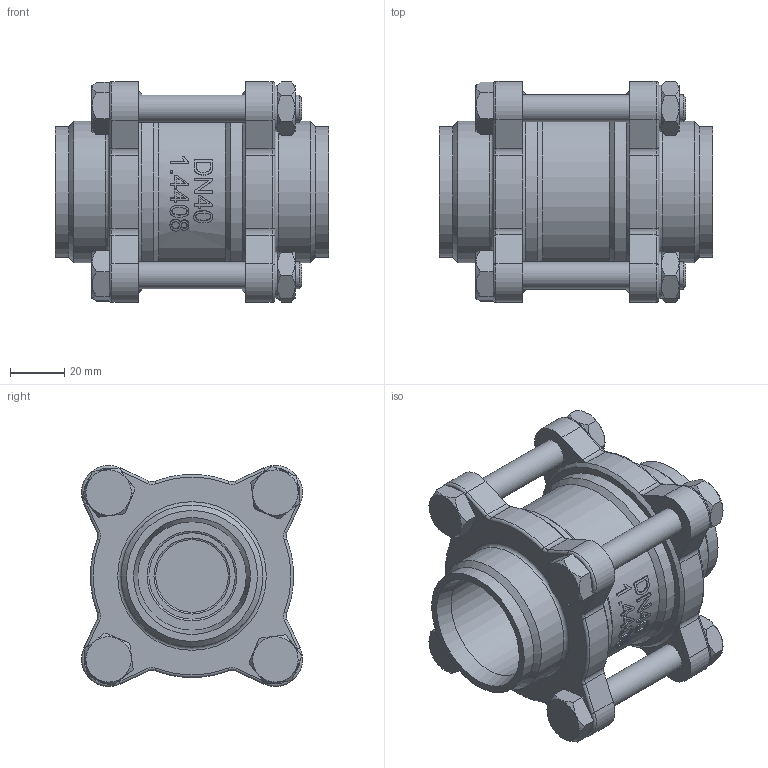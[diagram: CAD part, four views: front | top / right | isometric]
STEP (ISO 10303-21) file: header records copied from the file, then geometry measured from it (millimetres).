
FILE_DESCRIPTION(/* description */ ('Unknown'),/* implementation_level */ '2;1');
FILE_NAME(/* name */ 'WA-002-S008-DN40',/* time_stamp */ '2022-10-12T09:52:24+08:00',/* author */ ('Unknown'),/* organization */ ('Unknown'),/* preprocessor_version */ 'ST-DEVELOPER v16.7',/* originating_system */ 'DEX',/* authorisation */ $);
FILE_SCHEMA (('AUTOMOTIVE_DESIGN {1 0 10303 214 3 1 1}'));
Length unit declared in the file: millimetre
Products named in the file (6): WA-002-S008-DN40; WA-002-S008-DN40-BODY; WA-002-S008-DN40-CAP; M10 BOLT-1; M10 WASHER; M10 NUT
Assembly tree (15 placements, depth 2):
  WA-002-S008-DN40
    WA-002-S008-DN40-BODY
    WA-002-S008-DN40-CAP  x2
    M10 BOLT-1  x4
    M10 WASHER  x4
    M10 NUT  x4
Bounding box: 101 x 81.42 x 81.42 mm (x, y, z)
Volume: 215166.2 mm3; surface area: 86427.1 mm2
Topology: 16 solids, 16 shells, 496 faces, 1138 edges, 715 vertices
Faces by surface type: plane 236, cylinder 116, cone 67, torus 49, bspline 28
Full cylindrical faces by diameter (mm): 10 x12, 10.189 x1, 10.5 x8, 17 x4, 17.831 x1, 31.841 x1, 40 x2, 40.12 x1, 48.3 x2, 52.219 x2, 54.166 x1, 54.767 x1, 63.682 x1, 67.503 x2
Entity records: 14459 total; most frequent: CARTESIAN_POINT 7226, DIRECTION 1445, ORIENTED_EDGE 1372, EDGE_CURVE 686, AXIS2_PLACEMENT_3D 554, VERTEX_POINT 467, EDGE_LOOP 423, FACE_BOUND 423
